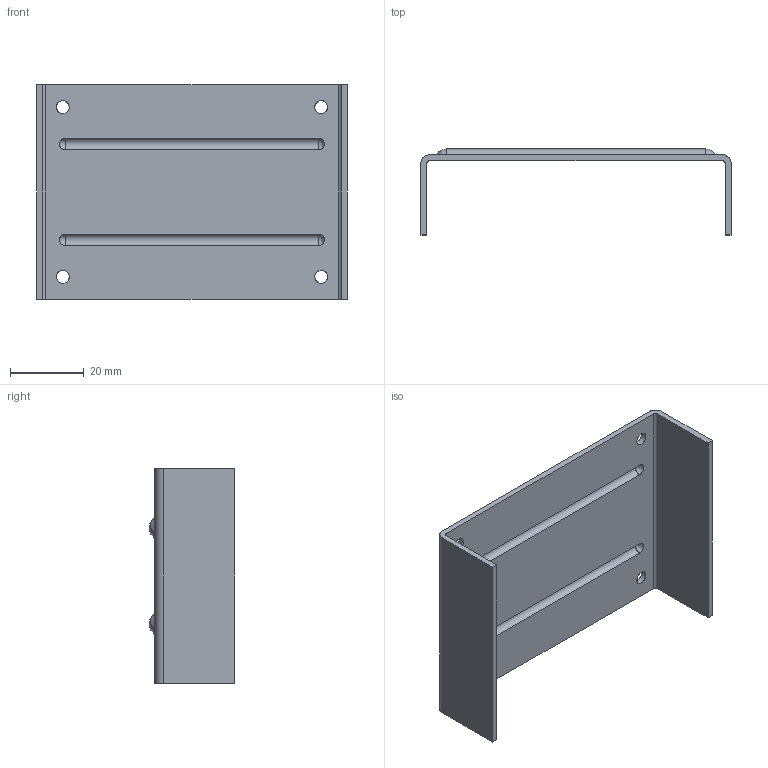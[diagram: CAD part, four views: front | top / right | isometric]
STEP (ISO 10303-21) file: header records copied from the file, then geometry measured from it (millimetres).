
FILE_DESCRIPTION((''),'2;1');
FILE_NAME('','2011-04-26T15:23:19',(''),(''),'','CADfix','');
FILE_SCHEMA(('AUTOMOTIVE_DESIGN { 1 0 10303 214 1 1 1 1 }'));
Length unit declared in the file: millimetre
Bounding box: 84.1 x 23.3 x 58 mm (x, y, z)
Volume: 11705.6 mm3; surface area: 15283.3 mm2
Topology: 1 solids, 1 shells, 34 faces, 128 edges, 100 vertices
Faces by surface type: bspline 34
Entity records: 1921 total; most frequent: CARTESIAN_POINT 1155, ORIENTED_EDGE 256, EDGE_CURVE 128, VERTEX_POINT 100, B_SPLINE_CURVE_WITH_KNOTS 84, EDGE_LOOP 46, QUASI_UNIFORM_CURVE 44, FACE_OUTER_BOUND 34
